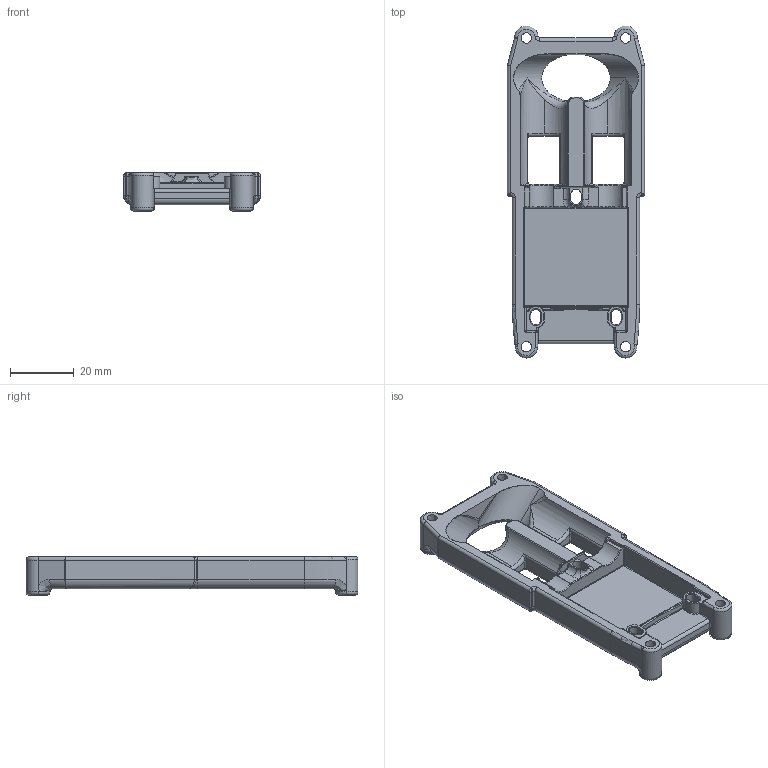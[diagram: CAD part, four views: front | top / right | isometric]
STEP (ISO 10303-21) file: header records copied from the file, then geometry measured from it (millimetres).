
FILE_DESCRIPTION (( 'STEP AP214' ), '1' );
FILE_NAME ('RFD ENCLOSURE BOTTOM HALF.STEP', '2019-08-02T14:33:34', ( '' ), ( '' ), 'SwSTEP 2.0', 'SolidWorks 2017', '' );
FILE_SCHEMA (( 'AUTOMOTIVE_DESIGN' ));
Length unit declared in the file: millimetre
Products named in the file (1): RFD ENCLOSURE BOTTOM HALF
Bounding box: 42.85 x 103.79 x 12 mm (x, y, z)
Volume: 20960.4 mm3; surface area: 12394.2 mm2
Topology: 1 solids, 1 shells, 435 faces, 1060 edges, 566 vertices
Faces by surface type: cylinder 176, bspline 86, torus 80, plane 68, sphere 25
Entity records: 17647 total; most frequent: CARTESIAN_POINT 8409, ORIENTED_EDGE 2004, DIRECTION 1900, EDGE_CURVE 1002, AXIS2_PLACEMENT_3D 783, VERTEX_POINT 566, EDGE_LOOP 452, FACE_OUTER_BOUND 435
